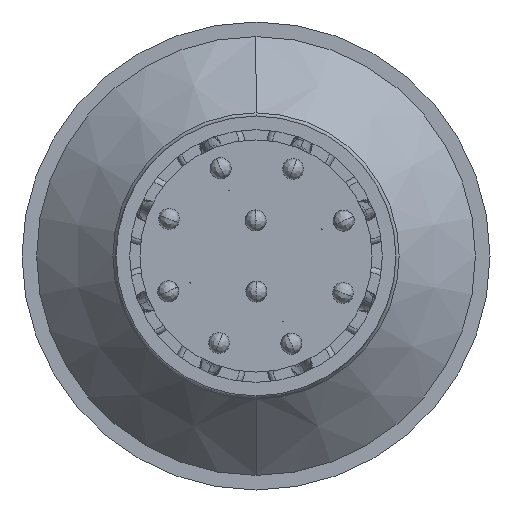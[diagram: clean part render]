
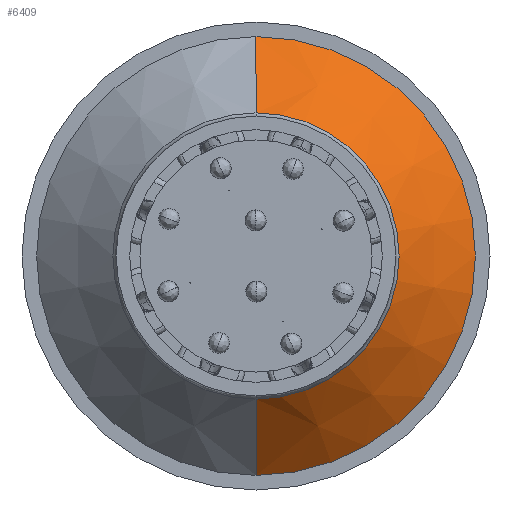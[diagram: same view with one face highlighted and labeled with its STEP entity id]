
A CAD part, front view. The second image highlights one B-rep face of the part: STEP entity #6409.
In plain terms, the highlighted conical face has half-angle 45 degrees and reference radius 14.883 mm.
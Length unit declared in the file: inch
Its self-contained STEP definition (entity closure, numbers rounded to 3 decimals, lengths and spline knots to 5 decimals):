
#188 = DIRECTION ( 'NONE',  ( 0., 0., 1. ) ) ;
#633 = AXIS2_PLACEMENT_3D ( 'NONE', #2989, #14242, #8519 ) ;
#673 = ORIENTED_EDGE ( 'NONE', *, *, #1685, .F. ) ;
#1361 = CARTESIAN_POINT ( 'NONE',  ( 0.07344, -0.96665, 0.58593 ) ) ;
#1398 = DIRECTION ( 'NONE',  ( 0., 0.707, 0.707 ) ) ;
#1685 = EDGE_CURVE ( 'NONE', #5300, #6821, #2692, .T. ) ;
#1966 = ORIENTED_EDGE ( 'NONE', *, *, #10890, .F. ) ;
#2134 = DIRECTION ( 'NONE',  ( 0., 0.707, -0.707 ) ) ;
#2285 = CARTESIAN_POINT ( 'NONE',  ( 0.07344, -0.96665, -0.58593 ) ) ;
#2692 = CIRCLE ( 'NONE', #12803, 0.58593 ) ;
#2738 = VERTEX_POINT ( 'NONE', #13421 ) ;
#2989 = CARTESIAN_POINT ( 'NONE',  ( 0.07344, -1.17029, 0. ) ) ;
#3830 = VECTOR ( 'NONE', #1398, 39.37008 ) ;
#3909 = CARTESIAN_POINT ( 'NONE',  ( 0.07344, -0.96665, -0.58593 ) ) ;
#3998 = CARTESIAN_POINT ( 'NONE',  ( 0.07344, -1.17029, -0.38229 ) ) ;
#4380 = CIRCLE ( 'NONE', #633, 0.38229 ) ;
#4729 = AXIS2_PLACEMENT_3D ( 'NONE', #9096, #6896, #188 ) ;
#4798 = CARTESIAN_POINT ( 'NONE',  ( 0.07344, -0.96665, 0.58593 ) ) ;
#5300 = VERTEX_POINT ( 'NONE', #1361 ) ;
#6104 = LINE ( 'NONE', #4798, #3830 ) ;
#6409 = ADVANCED_FACE ( 'NONE', ( #12785 ), #13174, .T. ) ;
#6585 = CARTESIAN_POINT ( 'NONE',  ( 0.07344, -0.96665, 0. ) ) ;
#6665 = DIRECTION ( 'NONE',  ( 0., 1., 0. ) ) ;
#6821 = VERTEX_POINT ( 'NONE', #3909 ) ;
#6896 = DIRECTION ( 'NONE',  ( 0., 1., 0. ) ) ;
#7804 = LINE ( 'NONE', #2285, #12737 ) ;
#8519 = DIRECTION ( 'NONE',  ( 0., 0., 1. ) ) ;
#8814 = EDGE_CURVE ( 'NONE', #2738, #9107, #4380, .T. ) ;
#8862 = DIRECTION ( 'NONE',  ( 0., 0., 1. ) ) ;
#9096 = CARTESIAN_POINT ( 'NONE',  ( 0.07344, -0.96665, 0. ) ) ;
#9107 = VERTEX_POINT ( 'NONE', #3998 ) ;
#9281 = ORIENTED_EDGE ( 'NONE', *, *, #9699, .T. ) ;
#9698 = ORIENTED_EDGE ( 'NONE', *, *, #8814, .T. ) ;
#9699 = EDGE_CURVE ( 'NONE', #9107, #6821, #7804, .T. ) ;
#10054 = EDGE_LOOP ( 'NONE', ( #9698, #9281, #673, #1966 ) ) ;
#10890 = EDGE_CURVE ( 'NONE', #2738, #5300, #6104, .T. ) ;
#12737 = VECTOR ( 'NONE', #2134, 39.37008 ) ;
#12785 = FACE_OUTER_BOUND ( 'NONE', #10054, .T. ) ;
#12803 = AXIS2_PLACEMENT_3D ( 'NONE', #6585, #6665, #8862 ) ;
#13174 = CONICAL_SURFACE ( 'NONE', #4729, 0.58593, 0.785 ) ;
#13421 = CARTESIAN_POINT ( 'NONE',  ( 0.07344, -1.17029, 0.38229 ) ) ;
#14242 = DIRECTION ( 'NONE',  ( 0., 1., 0. ) ) ;
